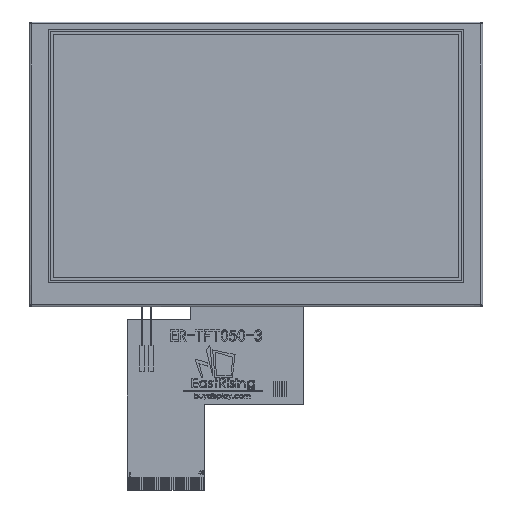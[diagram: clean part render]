
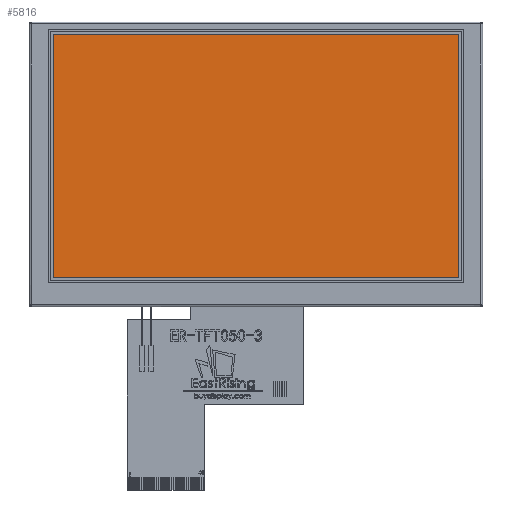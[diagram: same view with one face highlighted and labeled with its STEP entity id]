
A CAD part, top view. The second image highlights one B-rep face of the part: STEP entity #5816.
In plain terms, the highlighted planar face has unit normal (0, 0, 1).
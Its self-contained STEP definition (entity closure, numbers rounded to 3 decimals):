
#415 = CARTESIAN_POINT ( 'NONE',  ( 0., -30.26, 2.4 ) ) ;
#2189 = CARTESIAN_POINT ( 'NONE',  ( 0., 0., 2.4 ) ) ;
#2484 = DIRECTION ( 'NONE',  ( 1., 0., 0. ) ) ;
#2617 = CARTESIAN_POINT ( 'NONE',  ( -54., 34.54, 2.4 ) ) ;
#3935 = CARTESIAN_POINT ( 'NONE',  ( 54., 34.54, 2.4 ) ) ;
#4338 = ORIENTED_EDGE ( 'NONE', *, *, #24442, .F. ) ;
#4735 = CARTESIAN_POINT ( 'NONE',  ( 54., 0., 2.4 ) ) ;
#5012 = LINE ( 'NONE', #18977, #9988 ) ;
#5816 = ADVANCED_FACE ( 'NONE', ( #21904 ), #10944, .T. ) ;
#6341 = VERTEX_POINT ( 'NONE', #27951 ) ;
#6846 = DIRECTION ( 'NONE',  ( -1., 0., 0. ) ) ;
#7349 = DIRECTION ( 'NONE',  ( 0., 1., 0. ) ) ;
#9412 = LINE ( 'NONE', #4735, #22834 ) ;
#9988 = VECTOR ( 'NONE', #7349, 1000. ) ;
#10944 = PLANE ( 'NONE',  #18475 ) ;
#11503 = ORIENTED_EDGE ( 'NONE', *, *, #20281, .F. ) ;
#11664 = LINE ( 'NONE', #22490, #18132 ) ;
#11819 = VECTOR ( 'NONE', #6846, 1000. ) ;
#11936 = EDGE_CURVE ( 'NONE', #18908, #17869, #11664, .T. ) ;
#12049 = CARTESIAN_POINT ( 'NONE',  ( 54., -30.26, 2.4 ) ) ;
#13541 = LINE ( 'NONE', #415, #11819 ) ;
#15447 = DIRECTION ( 'NONE',  ( 0., 0., 1. ) ) ;
#17019 = VERTEX_POINT ( 'NONE', #12049 ) ;
#17869 = VERTEX_POINT ( 'NONE', #3935 ) ;
#17954 = EDGE_CURVE ( 'NONE', #17019, #6341, #13541, .T. ) ;
#18132 = VECTOR ( 'NONE', #2484, 1000. ) ;
#18156 = DIRECTION ( 'NONE',  ( 0., -1., 0. ) ) ;
#18475 = AXIS2_PLACEMENT_3D ( 'NONE', #2189, #15447, #22190 ) ;
#18908 = VERTEX_POINT ( 'NONE', #2617 ) ;
#18977 = CARTESIAN_POINT ( 'NONE',  ( -54., 0., 2.4 ) ) ;
#20281 = EDGE_CURVE ( 'NONE', #17869, #17019, #9412, .T. ) ;
#21904 = FACE_OUTER_BOUND ( 'NONE', #27749, .T. ) ;
#22190 = DIRECTION ( 'NONE',  ( 1., 0., 0. ) ) ;
#22490 = CARTESIAN_POINT ( 'NONE',  ( 0., 34.54, 2.4 ) ) ;
#22834 = VECTOR ( 'NONE', #18156, 1000. ) ;
#24442 = EDGE_CURVE ( 'NONE', #6341, #18908, #5012, .T. ) ;
#25269 = ORIENTED_EDGE ( 'NONE', *, *, #17954, .F. ) ;
#26525 = ORIENTED_EDGE ( 'NONE', *, *, #11936, .F. ) ;
#27749 = EDGE_LOOP ( 'NONE', ( #11503, #26525, #4338, #25269 ) ) ;
#27951 = CARTESIAN_POINT ( 'NONE',  ( -54., -30.26, 2.4 ) ) ;
